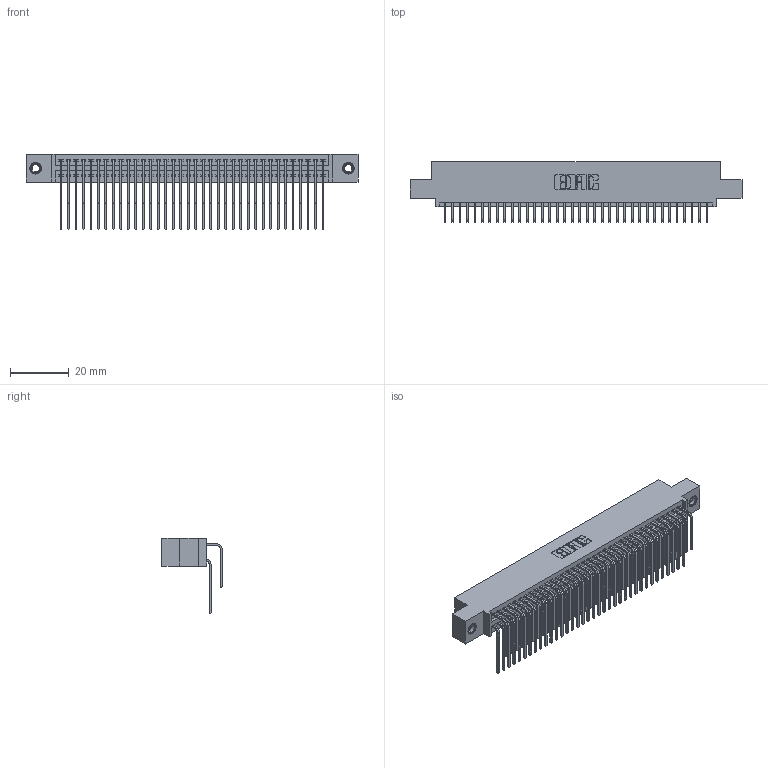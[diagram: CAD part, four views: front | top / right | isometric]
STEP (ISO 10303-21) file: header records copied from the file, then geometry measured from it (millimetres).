
FILE_DESCRIPTION (( 'STEP AP203' ), '1' );
FILE_NAME ('345-072-559-507.STEP', '2018-10-02T10:11:47', ( '' ), ( '' ), 'SwSTEP 2.0', 'SolidWorks 2016', '' );
FILE_SCHEMA (( 'CONFIG_CONTROL_DESIGN' ));
Length unit declared in the file: inch
Products named in the file (5): 345-072-559-507; 345-292-001_558 559 Tail - 1; 345-250-001_345-250-005-103; 345-292-001_559 Tail - 2; 345 Part_0.110 Offset - 0.156 Dia-TI
Assembly tree (75 placements, depth 2):
  345-072-559-507
    345 Part_0.110 Offset - 0.156 Dia-TI
    345-292-001_558 559 Tail - 1  x36
    345-292-001_559 Tail - 2  x36
    345-250-001_345-250-005-103  x2
Bounding box: 112.65 x 20.56 x 25.53 mm (x, y, z)
Volume: 11215.6 mm3; surface area: 18536.2 mm2
Topology: 75 solids, 75 shells, 3934 faces, 11649 edges, 7662 vertices
Faces by surface type: plane 2636, cylinder 1282, cone 12, torus 4
Entity records: 32024 total; most frequent: CARTESIAN_POINT 5402, ORIENTED_EDGE 5278, DIRECTION 4769, EDGE_CURVE 2639, LINE 2303, VECTOR 2303, VERTEX_POINT 1752, AXIS2_PLACEMENT_3D 1233
